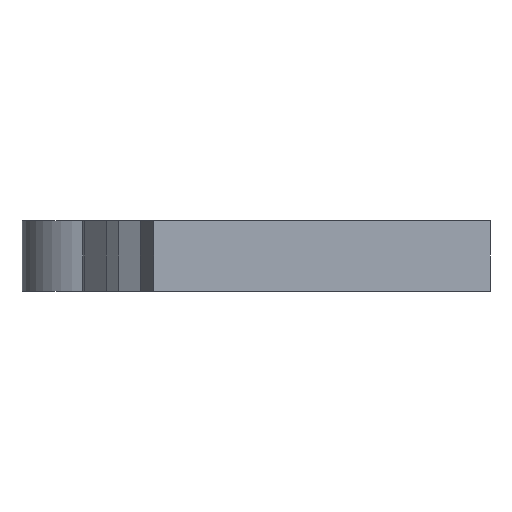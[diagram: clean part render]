
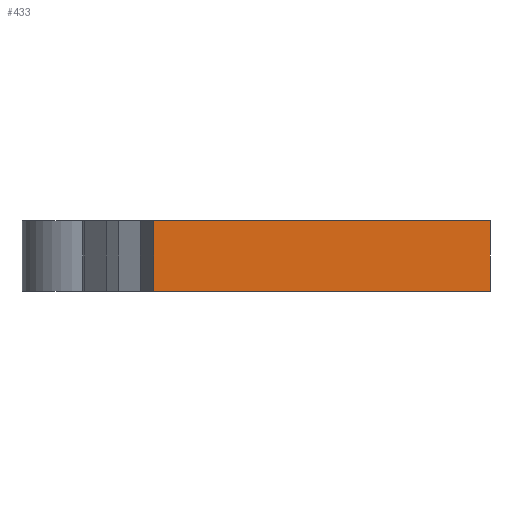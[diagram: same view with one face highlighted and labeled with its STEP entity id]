
A CAD part, front view. The second image highlights one B-rep face of the part: STEP entity #433.
In plain terms, the highlighted planar face has unit normal (0, -1, 0).
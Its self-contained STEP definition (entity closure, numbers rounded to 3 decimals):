
#41 = ORIENTED_EDGE ( 'NONE', *, *, #2187, .T. ) ;
#49 = LINE ( 'NONE', #1446, #1947 ) ;
#53 = LINE ( 'NONE', #809, #1744 ) ;
#72 = FACE_OUTER_BOUND ( 'NONE', #1807, .T. ) ;
#77 = VERTEX_POINT ( 'NONE', #2249 ) ;
#93 = LINE ( 'NONE', #825, #1082 ) ;
#183 = VECTOR ( 'NONE', #2366, 1000. ) ;
#206 = CARTESIAN_POINT ( 'NONE',  ( 16.828, -3.673, 0. ) ) ;
#259 = LINE ( 'NONE', #2332, #183 ) ;
#404 = CARTESIAN_POINT ( 'NONE',  ( 16.828, -3.673, 3. ) ) ;
#422 = AXIS2_PLACEMENT_3D ( 'NONE', #404, #1157, #1595 ) ;
#433 = ADVANCED_FACE ( 'NONE', ( #72 ), #824, .F. ) ;
#805 = DIRECTION ( 'NONE',  ( 1., 0., 0. ) ) ;
#809 = CARTESIAN_POINT ( 'NONE',  ( 16.828, -3.673, 3. ) ) ;
#824 = PLANE ( 'NONE',  #422 ) ;
#825 = CARTESIAN_POINT ( 'NONE',  ( 2.54, -3.673, 3. ) ) ;
#826 = VERTEX_POINT ( 'NONE', #1821 ) ;
#845 = ORIENTED_EDGE ( 'NONE', *, *, #1620, .F. ) ;
#1026 = EDGE_CURVE ( 'NONE', #826, #1228, #53, .T. ) ;
#1082 = VECTOR ( 'NONE', #2200, 1000. ) ;
#1157 = DIRECTION ( 'NONE',  ( 0., 1., 0. ) ) ;
#1228 = VERTEX_POINT ( 'NONE', #206 ) ;
#1446 = CARTESIAN_POINT ( 'NONE',  ( 16.828, -3.673, 0. ) ) ;
#1486 = EDGE_CURVE ( 'NONE', #77, #1228, #49, .T. ) ;
#1595 = DIRECTION ( 'NONE',  ( 0., 0., 1. ) ) ;
#1620 = EDGE_CURVE ( 'NONE', #2284, #826, #259, .T. ) ;
#1627 = ORIENTED_EDGE ( 'NONE', *, *, #1026, .F. ) ;
#1744 = VECTOR ( 'NONE', #1801, 1000. ) ;
#1801 = DIRECTION ( 'NONE',  ( 0., 0., -1. ) ) ;
#1807 = EDGE_LOOP ( 'NONE', ( #2142, #1627, #845, #41 ) ) ;
#1821 = CARTESIAN_POINT ( 'NONE',  ( 16.828, -3.673, 3. ) ) ;
#1827 = CARTESIAN_POINT ( 'NONE',  ( 2.54, -3.673, 3. ) ) ;
#1947 = VECTOR ( 'NONE', #805, 1000. ) ;
#2142 = ORIENTED_EDGE ( 'NONE', *, *, #1486, .T. ) ;
#2187 = EDGE_CURVE ( 'NONE', #2284, #77, #93, .T. ) ;
#2200 = DIRECTION ( 'NONE',  ( 0., 0., -1. ) ) ;
#2249 = CARTESIAN_POINT ( 'NONE',  ( 2.54, -3.673, 0. ) ) ;
#2284 = VERTEX_POINT ( 'NONE', #1827 ) ;
#2332 = CARTESIAN_POINT ( 'NONE',  ( 2.54, -3.673, 3. ) ) ;
#2366 = DIRECTION ( 'NONE',  ( 1., 0., 0. ) ) ;
